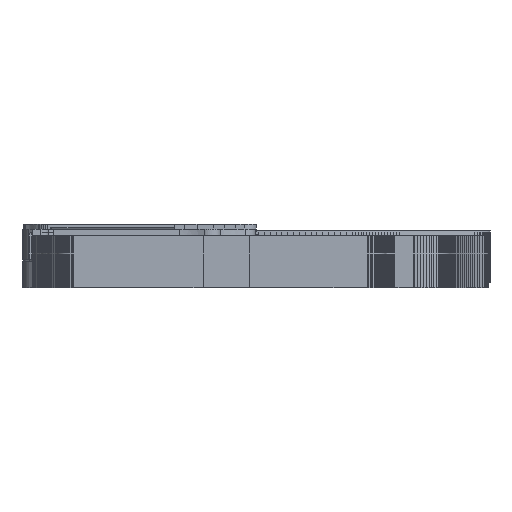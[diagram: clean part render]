
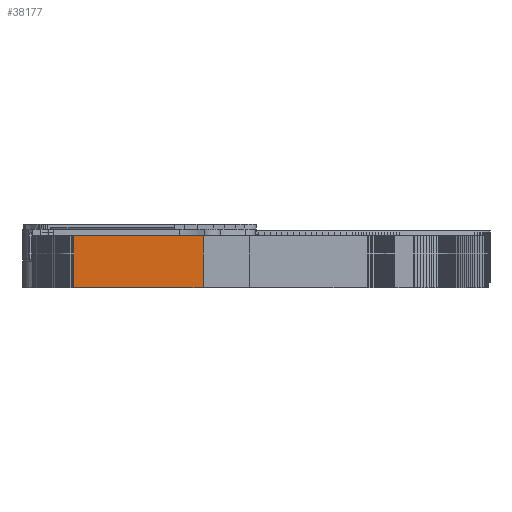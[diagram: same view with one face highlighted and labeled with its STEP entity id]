
A CAD part, left-side view. The second image highlights one B-rep face of the part: STEP entity #38177.
In plain terms, the highlighted planar face has unit normal (-1, 0, 0).
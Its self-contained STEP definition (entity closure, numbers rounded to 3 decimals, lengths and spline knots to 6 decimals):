
#3173=LINE('',#58462,#8400);
#4211=LINE('',#60599,#9438);
#4541=LINE('',#61263,#9768);
#4542=LINE('',#61264,#9769);
#8400=VECTOR('',#46339,1.);
#9438=VECTOR('',#47401,1.);
#9768=VECTOR('',#47735,1.);
#9769=VECTOR('',#47736,1.);
#18518=ORIENTED_EDGE('',*,*,#26145,.F.);
#18519=ORIENTED_EDGE('',*,*,#26476,.T.);
#18520=ORIENTED_EDGE('',*,*,#25095,.T.);
#18521=ORIENTED_EDGE('',*,*,#26477,.F.);
#25095=EDGE_CURVE('',#29616,#29615,#3173,.T.);
#26145=EDGE_CURVE('',#30665,#30666,#4211,.T.);
#26476=EDGE_CURVE('',#30665,#29616,#4541,.T.);
#26477=EDGE_CURVE('',#30666,#29615,#4542,.T.);
#29615=VERTEX_POINT('',#58461);
#29616=VERTEX_POINT('',#58463);
#30665=VERTEX_POINT('',#60598);
#30666=VERTEX_POINT('',#60600);
#32430=EDGE_LOOP('',(#18518,#18519,#18520,#18521));
#34448=FACE_BOUND('',#32430,.T.);
#36290=PLANE('',#40209);
#38177=ADVANCED_FACE('',(#34448),#36290,.F.);
#40209=AXIS2_PLACEMENT_3D('',#61262,#47733,#47734);
#46339=DIRECTION('',(0.,-1.,0.));
#47401=DIRECTION('',(0.,-1.,0.));
#47733=DIRECTION('',(1.,0.,0.));
#47734=DIRECTION('',(0.,1.,0.));
#47735=DIRECTION('',(0.,0.,-1.));
#47736=DIRECTION('',(0.,0.,-1.));
#58461=CARTESIAN_POINT('',(-0.15605,0.014921,0.006745));
#58462=CARTESIAN_POINT('',(-0.156047,0.031678,0.006745));
#58463=CARTESIAN_POINT('',(-0.156045,0.04844,0.006745));
#60598=CARTESIAN_POINT('',(-0.156045,0.04844,0.020172));
#60599=CARTESIAN_POINT('',(-0.156047,0.031678,0.020172));
#60600=CARTESIAN_POINT('',(-0.15605,0.014921,0.020172));
#61262=CARTESIAN_POINT('',(-0.156047,0.031678,0.019174));
#61263=CARTESIAN_POINT('',(-0.156045,0.04844,0.019174));
#61264=CARTESIAN_POINT('',(-0.15605,0.014921,0.019174));
